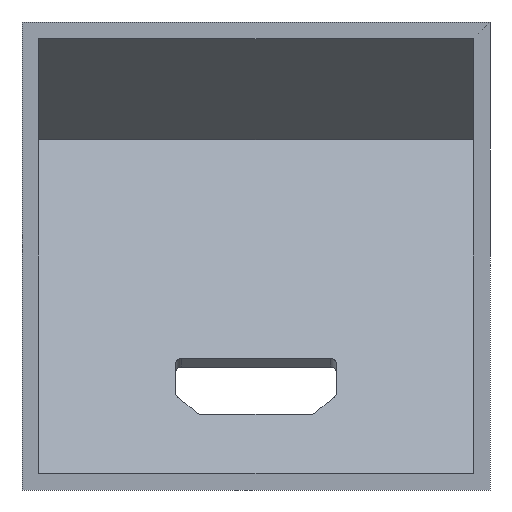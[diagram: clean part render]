
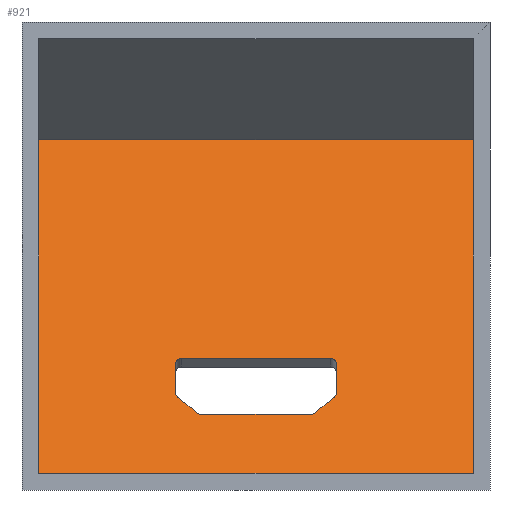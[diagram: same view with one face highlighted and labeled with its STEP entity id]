
A CAD part, front view. The second image highlights one B-rep face of the part: STEP entity #921.
In plain terms, the highlighted planar face has unit normal (0, -0.891, 0.454).
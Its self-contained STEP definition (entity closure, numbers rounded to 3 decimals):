
#15 = VERTEX_POINT ( 'NONE', #592 ) ;
#25 = CIRCLE ( 'NONE', #950, 0.5 ) ;
#49 = ORIENTED_EDGE ( 'NONE', *, *, #1130, .F. ) ;
#66 = EDGE_CURVE ( 'NONE', #730, #305, #691, .T. ) ;
#67 = DIRECTION ( 'NONE',  ( 1., 0., 0. ) ) ;
#74 = CARTESIAN_POINT ( 'NONE',  ( 20.9, 24.896, 12.663 ) ) ;
#78 = CIRCLE ( 'NONE', #922, 0.5 ) ;
#88 = VERTEX_POINT ( 'NONE', #1166 ) ;
#93 = VECTOR ( 'NONE', #445, 1000. ) ;
#111 = CARTESIAN_POINT ( 'NONE',  ( 30.38, 20.961, 4.94 ) ) ;
#123 = EDGE_CURVE ( 'NONE', #439, #1245, #510, .T. ) ;
#129 = LINE ( 'NONE', #1378, #784 ) ;
#162 = AXIS2_PLACEMENT_3D ( 'NONE', #1241, #1056, #494 ) ;
#184 = CARTESIAN_POINT ( 'NONE',  ( -7.2, 13.417, -9.867 ) ) ;
#194 = LINE ( 'NONE', #1274, #1282 ) ;
#197 = FACE_OUTER_BOUND ( 'NONE', #977, .T. ) ;
#215 = PLANE ( 'NONE',  #162 ) ;
#225 = ORIENTED_EDGE ( 'NONE', *, *, #424, .F. ) ;
#245 = VECTOR ( 'NONE', #67, 1000. ) ;
#282 = DIRECTION ( 'NONE',  ( 0., -0.891, 0.454 ) ) ;
#302 = CARTESIAN_POINT ( 'NONE',  ( 20.9, 24.139, 11.176 ) ) ;
#304 = VECTOR ( 'NONE', #646, 1000. ) ;
#305 = VERTEX_POINT ( 'NONE', #968 ) ;
#312 = ORIENTED_EDGE ( 'NONE', *, *, #1041, .F. ) ;
#322 = CARTESIAN_POINT ( 'NONE',  ( -7.7, 24.896, 12.663 ) ) ;
#323 = EDGE_CURVE ( 'NONE', #305, #1346, #518, .T. ) ;
#325 = DIRECTION ( 'NONE',  ( 1., 0., 0. ) ) ;
#336 = ORIENTED_EDGE ( 'NONE', *, *, #890, .F. ) ;
#349 = ORIENTED_EDGE ( 'NONE', *, *, #772, .F. ) ;
#354 = EDGE_CURVE ( 'NONE', #822, #439, #791, .T. ) ;
#374 = CARTESIAN_POINT ( 'NONE',  ( -7.2, 11.701, -13.233 ) ) ;
#386 = DIRECTION ( 'NONE',  ( 0.74, 0.305, 0.599 ) ) ;
#422 = VERTEX_POINT ( 'NONE', #1162 ) ;
#424 = EDGE_CURVE ( 'NONE', #88, #822, #78, .T. ) ;
#432 = DIRECTION ( 'NONE',  ( 0., -0.454, -0.891 ) ) ;
#439 = VERTEX_POINT ( 'NONE', #184 ) ;
#441 = CARTESIAN_POINT ( 'NONE',  ( 7.2, 11.701, -13.233 ) ) ;
#445 = DIRECTION ( 'NONE',  ( -1., 0., 0. ) ) ;
#467 = DIRECTION ( 'NONE',  ( 0., -0.891, 0.454 ) ) ;
#472 = CARTESIAN_POINT ( 'NONE',  ( -20.9, 24.896, 12.663 ) ) ;
#475 = DIRECTION ( 'NONE',  ( 0., -0.454, -0.891 ) ) ;
#477 = DIRECTION ( 'NONE',  ( 0., 0.454, 0.891 ) ) ;
#494 = DIRECTION ( 'NONE',  ( 0., -0.454, -0.891 ) ) ;
#510 = CIRCLE ( 'NONE', #571, 0.5 ) ;
#518 = CIRCLE ( 'NONE', #800, 0.5 ) ;
#524 = ORIENTED_EDGE ( 'NONE', *, *, #886, .F. ) ;
#526 = VECTOR ( 'NONE', #386, 1000. ) ;
#560 = ORIENTED_EDGE ( 'NONE', *, *, #1080, .T. ) ;
#567 = DIRECTION ( 'NONE',  ( 0., -0.891, 0.454 ) ) ;
#571 = AXIS2_PLACEMENT_3D ( 'NONE', #1343, #467, #1032 ) ;
#581 = VECTOR ( 'NONE', #477, 1000. ) ;
#592 = CARTESIAN_POINT ( 'NONE',  ( -7.536, 11.533, -13.563 ) ) ;
#601 = CARTESIAN_POINT ( 'NONE',  ( 22.5, 7.795, -20.9 ) ) ;
#602 = CARTESIAN_POINT ( 'NONE',  ( 5.307, 10.92, -14.767 ) ) ;
#622 = CIRCLE ( 'NONE', #1313, 0.5 ) ;
#625 = CARTESIAN_POINT ( 'NONE',  ( 5.307, 10.693, -15.213 ) ) ;
#627 = LINE ( 'NONE', #988, #245 ) ;
#633 = CARTESIAN_POINT ( 'NONE',  ( -7.7, 11.701, -13.233 ) ) ;
#646 = DIRECTION ( 'NONE',  ( 0., 0.454, 0.891 ) ) ;
#658 = CARTESIAN_POINT ( 'NONE',  ( -20.9, 7.795, -20.9 ) ) ;
#659 = CARTESIAN_POINT ( 'NONE',  ( 22.5, 13.417, -9.867 ) ) ;
#667 = EDGE_CURVE ( 'NONE', #422, #676, #25, .T. ) ;
#676 = VERTEX_POINT ( 'NONE', #759 ) ;
#683 = AXIS2_PLACEMENT_3D ( 'NONE', #602, #773, #999 ) ;
#691 = LINE ( 'NONE', #111, #526 ) ;
#711 = DIRECTION ( 'NONE',  ( -1., 0., 0. ) ) ;
#730 = VERTEX_POINT ( 'NONE', #1220 ) ;
#742 = VERTEX_POINT ( 'NONE', #1238 ) ;
#759 = CARTESIAN_POINT ( 'NONE',  ( -5.307, 10.693, -15.213 ) ) ;
#772 = EDGE_CURVE ( 'NONE', #1346, #88, #1010, .T. ) ;
#773 = DIRECTION ( 'NONE',  ( 0., -0.891, 0.454 ) ) ;
#776 = CARTESIAN_POINT ( 'NONE',  ( 7.7, 24.896, 12.663 ) ) ;
#779 = CARTESIAN_POINT ( 'NONE',  ( -5.307, 10.92, -14.767 ) ) ;
#784 = VECTOR ( 'NONE', #325, 1000. ) ;
#791 = LINE ( 'NONE', #659, #831 ) ;
#800 = AXIS2_PLACEMENT_3D ( 'NONE', #441, #282, #1150 ) ;
#801 = ORIENTED_EDGE ( 'NONE', *, *, #1379, .F. ) ;
#805 = ORIENTED_EDGE ( 'NONE', *, *, #354, .F. ) ;
#822 = VERTEX_POINT ( 'NONE', #1320 ) ;
#831 = VECTOR ( 'NONE', #711, 1000. ) ;
#838 = VERTEX_POINT ( 'NONE', #915 ) ;
#853 = ORIENTED_EDGE ( 'NONE', *, *, #949, .F. ) ;
#886 = EDGE_CURVE ( 'NONE', #15, #422, #194, .T. ) ;
#889 = LINE ( 'NONE', #74, #304 ) ;
#890 = EDGE_CURVE ( 'NONE', #1089, #730, #1036, .T. ) ;
#915 = CARTESIAN_POINT ( 'NONE',  ( 20.9, 7.795, -20.9 ) ) ;
#921 = ADVANCED_FACE ( 'NONE', ( #1425, #197 ), #215, .T. ) ;
#922 = AXIS2_PLACEMENT_3D ( 'NONE', #1392, #567, #1235 ) ;
#925 = VERTEX_POINT ( 'NONE', #633 ) ;
#929 = ORIENTED_EDGE ( 'NONE', *, *, #323, .F. ) ;
#946 = LINE ( 'NONE', #472, #581 ) ;
#949 = EDGE_CURVE ( 'NONE', #925, #15, #622, .T. ) ;
#950 = AXIS2_PLACEMENT_3D ( 'NONE', #779, #1115, #432 ) ;
#959 = ORIENTED_EDGE ( 'NONE', *, *, #1295, .F. ) ;
#968 = CARTESIAN_POINT ( 'NONE',  ( 7.536, 11.533, -13.563 ) ) ;
#977 = EDGE_LOOP ( 'NONE', ( #49, #312, #959, #560 ) ) ;
#988 = CARTESIAN_POINT ( 'NONE',  ( 22.5, 10.693, -15.213 ) ) ;
#999 = DIRECTION ( 'NONE',  ( 0., -0.454, -0.891 ) ) ;
#1010 = LINE ( 'NONE', #776, #1182 ) ;
#1029 = ORIENTED_EDGE ( 'NONE', *, *, #1152, .F. ) ;
#1032 = DIRECTION ( 'NONE',  ( 0., -0.454, -0.891 ) ) ;
#1036 = CIRCLE ( 'NONE', #683, 0.5 ) ;
#1041 = EDGE_CURVE ( 'NONE', #1159, #742, #946, .T. ) ;
#1042 = VECTOR ( 'NONE', #1064, 1000. ) ;
#1046 = LINE ( 'NONE', #601, #93 ) ;
#1056 = DIRECTION ( 'NONE',  ( 0., -0.891, 0.454 ) ) ;
#1064 = DIRECTION ( 'NONE',  ( 0., -0.454, -0.891 ) ) ;
#1080 = EDGE_CURVE ( 'NONE', #838, #1244, #889, .T. ) ;
#1089 = VERTEX_POINT ( 'NONE', #625 ) ;
#1115 = DIRECTION ( 'NONE',  ( 0., -0.891, 0.454 ) ) ;
#1129 = CARTESIAN_POINT ( 'NONE',  ( -7.7, 13.19, -10.312 ) ) ;
#1130 = EDGE_CURVE ( 'NONE', #742, #1244, #129, .T. ) ;
#1131 = LINE ( 'NONE', #322, #1042 ) ;
#1150 = DIRECTION ( 'NONE',  ( 0., -0.454, -0.891 ) ) ;
#1152 = EDGE_CURVE ( 'NONE', #1245, #925, #1131, .T. ) ;
#1159 = VERTEX_POINT ( 'NONE', #658 ) ;
#1162 = CARTESIAN_POINT ( 'NONE',  ( -5.643, 10.752, -15.097 ) ) ;
#1166 = CARTESIAN_POINT ( 'NONE',  ( 7.7, 13.19, -10.312 ) ) ;
#1176 = ORIENTED_EDGE ( 'NONE', *, *, #667, .F. ) ;
#1182 = VECTOR ( 'NONE', #1375, 1000. ) ;
#1220 = CARTESIAN_POINT ( 'NONE',  ( 5.643, 10.752, -15.097 ) ) ;
#1227 = ORIENTED_EDGE ( 'NONE', *, *, #66, .F. ) ;
#1230 = DIRECTION ( 'NONE',  ( 0.74, -0.305, -0.599 ) ) ;
#1235 = DIRECTION ( 'NONE',  ( 0., -0.454, -0.891 ) ) ;
#1238 = CARTESIAN_POINT ( 'NONE',  ( -20.9, 24.139, 11.176 ) ) ;
#1241 = CARTESIAN_POINT ( 'NONE',  ( 22.5, 24.896, 12.663 ) ) ;
#1244 = VERTEX_POINT ( 'NONE', #302 ) ;
#1245 = VERTEX_POINT ( 'NONE', #1129 ) ;
#1255 = DIRECTION ( 'NONE',  ( 0., -0.891, 0.454 ) ) ;
#1265 = EDGE_LOOP ( 'NONE', ( #929, #1227, #336, #801, #1176, #524, #853, #1029, #1380, #805, #225, #349 ) ) ;
#1274 = CARTESIAN_POINT ( 'NONE',  ( -5.742, 10.793, -15.017 ) ) ;
#1282 = VECTOR ( 'NONE', #1230, 1000. ) ;
#1295 = EDGE_CURVE ( 'NONE', #838, #1159, #1046, .T. ) ;
#1313 = AXIS2_PLACEMENT_3D ( 'NONE', #374, #1255, #475 ) ;
#1320 = CARTESIAN_POINT ( 'NONE',  ( 7.2, 13.417, -9.867 ) ) ;
#1343 = CARTESIAN_POINT ( 'NONE',  ( -7.2, 13.19, -10.312 ) ) ;
#1346 = VERTEX_POINT ( 'NONE', #1424 ) ;
#1375 = DIRECTION ( 'NONE',  ( 0., 0.454, 0.891 ) ) ;
#1378 = CARTESIAN_POINT ( 'NONE',  ( 22.5, 24.139, 11.176 ) ) ;
#1379 = EDGE_CURVE ( 'NONE', #676, #1089, #627, .T. ) ;
#1380 = ORIENTED_EDGE ( 'NONE', *, *, #123, .F. ) ;
#1392 = CARTESIAN_POINT ( 'NONE',  ( 7.2, 13.19, -10.312 ) ) ;
#1424 = CARTESIAN_POINT ( 'NONE',  ( 7.7, 11.701, -13.233 ) ) ;
#1425 = FACE_BOUND ( 'NONE', #1265, .T. ) ;
